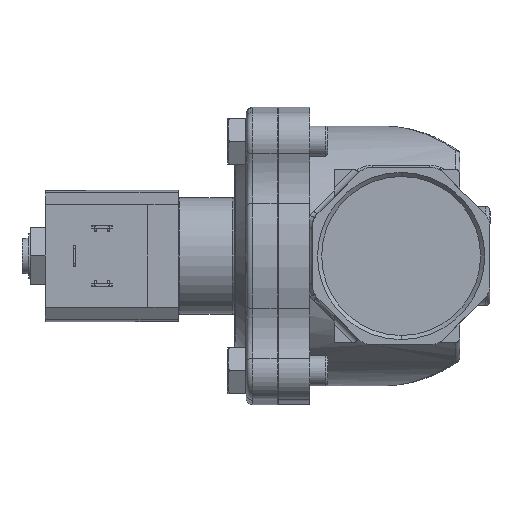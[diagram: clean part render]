
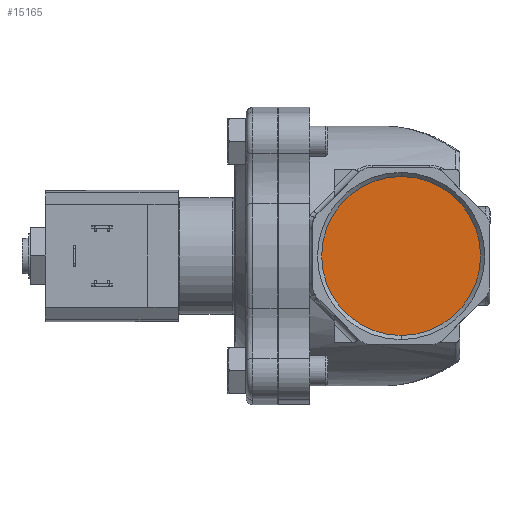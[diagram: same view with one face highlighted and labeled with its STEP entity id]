
A CAD part, left-side view. The second image highlights one B-rep face of the part: STEP entity #15165.
In plain terms, the highlighted planar face has unit normal (-1, 0, 0).
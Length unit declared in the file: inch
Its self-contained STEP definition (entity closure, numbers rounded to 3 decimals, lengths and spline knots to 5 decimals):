
#840 = DIRECTION ( 'NONE',  ( -1., 0., 0. ) ) ;
#996 = DIRECTION ( 'NONE',  ( -1., 0., 0. ) ) ;
#2263 = CARTESIAN_POINT ( 'NONE',  ( -0.9155, -1.495, 0.9685 ) ) ;
#3392 = AXIS2_PLACEMENT_3D ( 'NONE', #6259, #840, #12136 ) ;
#3649 = EDGE_CURVE ( 'NONE', #18725, #8800, #3670, .T. ) ;
#3670 = CIRCLE ( 'NONE', #18222, 0.9685 ) ;
#6259 = CARTESIAN_POINT ( 'NONE',  ( -0.9155, -1.495, 0. ) ) ;
#6852 = CIRCLE ( 'NONE', #3392, 0.9685 ) ;
#8092 = ORIENTED_EDGE ( 'NONE', *, *, #13025, .T. ) ;
#8800 = VERTEX_POINT ( 'NONE', #2263 ) ;
#12136 = DIRECTION ( 'NONE',  ( 0., 0., 1. ) ) ;
#12912 = DIRECTION ( 'NONE',  ( -1., 0., 0. ) ) ;
#13025 = EDGE_CURVE ( 'NONE', #8800, #18725, #6852, .T. ) ;
#13213 = AXIS2_PLACEMENT_3D ( 'NONE', #17650, #996, #15743 ) ;
#13676 = CARTESIAN_POINT ( 'NONE',  ( -0.9155, -1.495, -0.9685 ) ) ;
#14080 = PLANE ( 'NONE',  #13213 ) ;
#15165 = ADVANCED_FACE ( 'NONE', ( #19206 ), #14080, .T. ) ;
#15743 = DIRECTION ( 'NONE',  ( 0., 0., 1. ) ) ;
#16465 = ORIENTED_EDGE ( 'NONE', *, *, #3649, .T. ) ;
#17650 = CARTESIAN_POINT ( 'NONE',  ( -0.9155, -1.495, 0. ) ) ;
#18222 = AXIS2_PLACEMENT_3D ( 'NONE', #18639, #12912, #20202 ) ;
#18639 = CARTESIAN_POINT ( 'NONE',  ( -0.9155, -1.495, 0. ) ) ;
#18725 = VERTEX_POINT ( 'NONE', #13676 ) ;
#19206 = FACE_OUTER_BOUND ( 'NONE', #21766, .T. ) ;
#20202 = DIRECTION ( 'NONE',  ( 0., 0., 1. ) ) ;
#21766 = EDGE_LOOP ( 'NONE', ( #8092, #16465 ) ) ;
